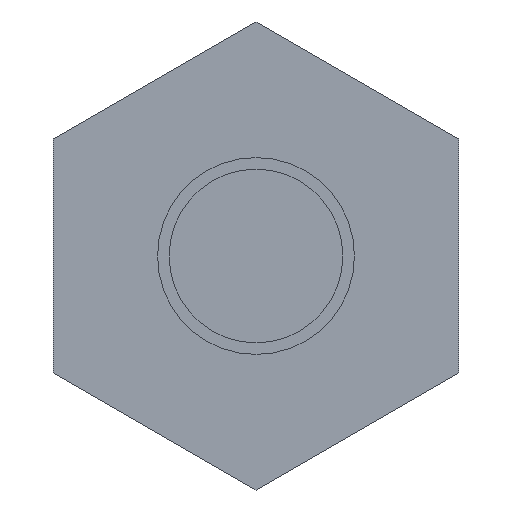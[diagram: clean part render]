
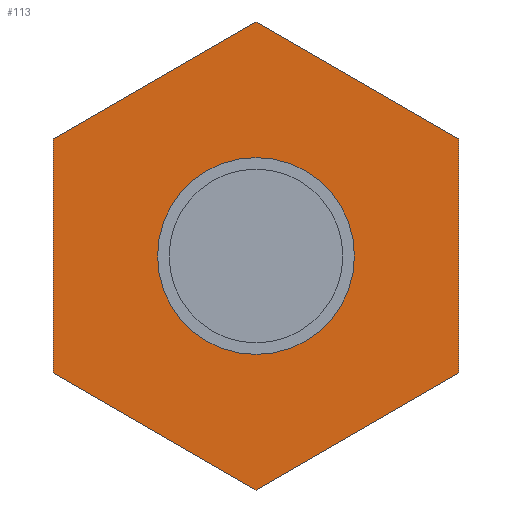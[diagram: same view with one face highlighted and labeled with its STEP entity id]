
A CAD part, front view. The second image highlights one B-rep face of the part: STEP entity #113.
In plain terms, the highlighted planar face has unit normal (0, -1, 0).
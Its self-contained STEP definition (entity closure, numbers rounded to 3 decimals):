
#49=PLANE('',#297);
#60=LINE('',#397,#78);
#64=LINE('',#406,#82);
#67=LINE('',#412,#85);
#70=LINE('',#418,#88);
#73=LINE('',#424,#91);
#76=LINE('',#429,#94);
#78=VECTOR('',#328,1.);
#82=VECTOR('',#334,1.);
#85=VECTOR('',#339,1.);
#88=VECTOR('',#344,1.);
#91=VECTOR('',#349,1.);
#94=VECTOR('',#356,1.);
#113=ADVANCED_FACE('',(#132,#133),#49,.T.);
#132=FACE_BOUND('',#157,.T.);
#133=FACE_BOUND('',#158,.T.);
#157=EDGE_LOOP('',(#206));
#158=EDGE_LOOP('',(#207,#208,#209,#210,#211,#212));
#206=ORIENTED_EDGE('',*,*,#265,.F.);
#207=ORIENTED_EDGE('',*,*,#264,.T.);
#208=ORIENTED_EDGE('',*,*,#248,.T.);
#209=ORIENTED_EDGE('',*,*,#252,.T.);
#210=ORIENTED_EDGE('',*,*,#255,.T.);
#211=ORIENTED_EDGE('',*,*,#258,.T.);
#212=ORIENTED_EDGE('',*,*,#261,.T.);
#226=VERTEX_POINT('',#395);
#228=VERTEX_POINT('',#398);
#230=VERTEX_POINT('',#404);
#232=VERTEX_POINT('',#410);
#234=VERTEX_POINT('',#416);
#236=VERTEX_POINT('',#422);
#238=VERTEX_POINT('',#432);
#248=EDGE_CURVE('',#228,#226,#60,.T.);
#252=EDGE_CURVE('',#226,#230,#64,.T.);
#255=EDGE_CURVE('',#230,#232,#67,.T.);
#258=EDGE_CURVE('',#232,#234,#70,.T.);
#261=EDGE_CURVE('',#234,#236,#73,.T.);
#264=EDGE_CURVE('',#236,#228,#76,.T.);
#265=EDGE_CURVE('',#238,#238,#274,.T.);
#274=CIRCLE('',#296,1.7);
#296=AXIS2_PLACEMENT_3D('',#431,#359,#360);
#297=AXIS2_PLACEMENT_3D('',#433,#361,#362);
#328=DIRECTION('',(0.,0.,1.));
#334=DIRECTION('',(-0.866,0.,0.5));
#339=DIRECTION('',(-0.866,0.,-0.5));
#344=DIRECTION('',(0.,0.,-1.));
#349=DIRECTION('',(0.866,0.,-0.5));
#356=DIRECTION('',(0.866,0.,0.5));
#359=DIRECTION('',(0.,-1.,0.));
#360=DIRECTION('',(1.,0.,0.));
#361=DIRECTION('',(0.,-1.,0.));
#362=DIRECTION('',(0.,0.,1.));
#395=CARTESIAN_POINT('',(3.5,9.8,2.021));
#397=CARTESIAN_POINT('',(3.5,9.8,-2.021));
#398=CARTESIAN_POINT('',(3.5,9.8,-2.021));
#404=CARTESIAN_POINT('',(0.,9.8,4.041));
#406=CARTESIAN_POINT('',(3.5,9.8,2.021));
#410=CARTESIAN_POINT('',(-3.5,9.8,2.021));
#412=CARTESIAN_POINT('',(0.,9.8,4.041));
#416=CARTESIAN_POINT('',(-3.5,9.8,-2.021));
#418=CARTESIAN_POINT('',(-3.5,9.8,2.021));
#422=CARTESIAN_POINT('',(0.,9.8,-4.041));
#424=CARTESIAN_POINT('',(-3.5,9.8,-2.021));
#429=CARTESIAN_POINT('',(0.,9.8,-4.041));
#431=CARTESIAN_POINT('',(0.,9.8,0.));
#432=CARTESIAN_POINT('',(1.7,9.8,0.));
#433=CARTESIAN_POINT('',(4.03,9.8,-4.517));
